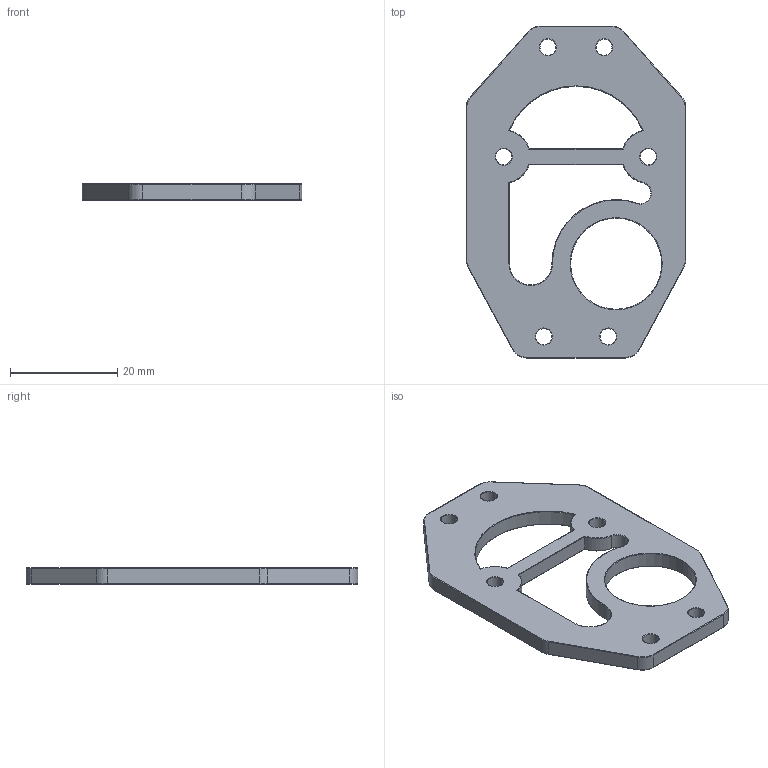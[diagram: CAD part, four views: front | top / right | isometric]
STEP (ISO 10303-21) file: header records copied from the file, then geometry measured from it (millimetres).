
FILE_DESCRIPTION (( 'STEP AP203' ), '1' );
FILE_NAME ('new_gripper_housing_plate_Default_sldprt.STEP', '2025-07-04T14:17:25', ( '' ), ( '' ), 'SwSTEP 2.0', 'SolidWorks 2021', '' );
FILE_SCHEMA (( 'CONFIG_CONTROL_DESIGN' ));
Length unit declared in the file: millimetre
Products named in the file (1): new_gripper_housing_plate_Default_sldprt
Bounding box: 41 x 62 x 3 mm (x, y, z)
Volume: 4230.7 mm3; surface area: 4072.7 mm2
Topology: 1 solids, 1 shells, 125 faces, 287 edges, 164 vertices
Faces by surface type: torus 60, cylinder 52, plane 13
Entity records: 3924 total; most frequent: CARTESIAN_POINT 889, DIRECTION 709, ORIENTED_EDGE 574, AXIS2_PLACEMENT_3D 312, EDGE_CURVE 287, CIRCLE 186, VERTEX_POINT 164, EDGE_LOOP 143
